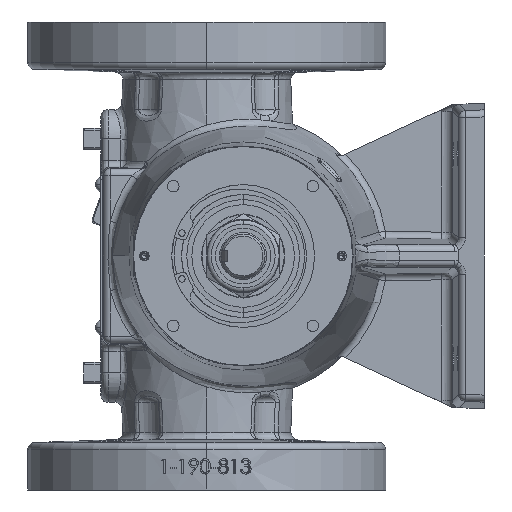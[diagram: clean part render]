
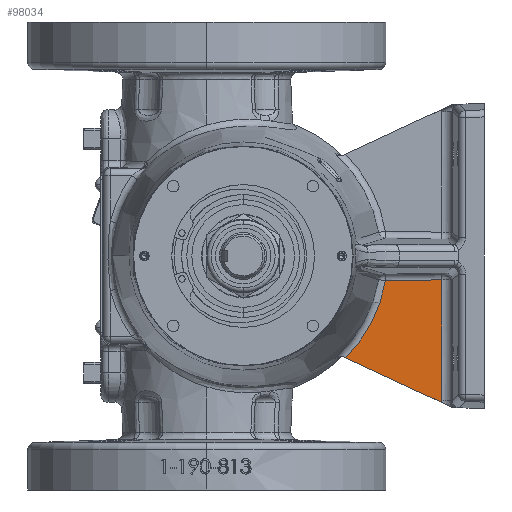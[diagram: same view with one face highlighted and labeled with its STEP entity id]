
A CAD part, left-side view. The second image highlights one B-rep face of the part: STEP entity #98034.
In plain terms, the highlighted planar face has unit normal (-1, 0, 0).
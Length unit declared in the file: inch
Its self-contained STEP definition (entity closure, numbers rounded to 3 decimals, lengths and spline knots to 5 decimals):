
#2886 = CARTESIAN_POINT ( 'NONE',  ( -1.5, -1.4464, -1.59717 ) ) ;
#3357 = DIRECTION ( 'NONE',  ( 0., 0.906, 0.423 ) ) ;
#5774 = DIRECTION ( 'NONE',  ( 0., 1., -0.017 ) ) ;
#6068 = CARTESIAN_POINT ( 'NONE',  ( -1.5, -3.39768, -2.48051 ) ) ;
#6581 = AXIS2_PLACEMENT_3D ( 'NONE', #128520, #138158, #139564 ) ;
#7329 = PLANE ( 'NONE',  #44717 ) ;
#12288 = ORIENTED_EDGE ( 'NONE', *, *, #138563, .T. ) ;
#21753 = VERTEX_POINT ( 'NONE', #30651 ) ;
#29617 = EDGE_CURVE ( 'Defeatured_0_155+Defeatured_0_486+Defeatured_0_161+Defeatured_0_485', #114633, #69931, #121049, .T. ) ;
#30651 = CARTESIAN_POINT ( 'NONE',  ( -1.5, -2.43373, -0.42408 ) ) ;
#33725 = VECTOR ( 'NONE', #68549, 39.37008 ) ;
#36437 = VERTEX_POINT ( 'NONE', #119790 ) ;
#36572 = EDGE_CURVE ( 'Defeatured_0_155+Defeatured_0_485+Defeatured_0_486+Defeatured_0_250', #69931, #53849, #91955, .T. ) ;
#40362 = DIRECTION ( 'NONE',  ( 0., 0., 1. ) ) ;
#42180 = LINE ( 'NONE', #50226, #126102 ) ;
#44717 = AXIS2_PLACEMENT_3D ( 'NONE', #83912, #105874, #40362 ) ;
#46056 = EDGE_CURVE ( 'Defeatured_0_155+Defeatured_0_270+Defeatured_0_250+Defeatured_0_161', #21753, #36437, #102103, .T. ) ;
#49754 = EDGE_CURVE ( 'Defeatured_0_161+Defeatured_0_155+Defeatured_0_486+Defeatured_0_270', #114633, #36437, #75410, .T. ) ;
#50226 = CARTESIAN_POINT ( 'NONE',  ( -1.5, -1.41022, -0.44195 ) ) ;
#53017 = ORIENTED_EDGE ( 'NONE', *, *, #46056, .T. ) ;
#53849 = VERTEX_POINT ( 'NONE', #87201 ) ;
#59644 = ORIENTED_EDGE ( 'NONE', *, *, #29617, .T. ) ;
#60140 = CARTESIAN_POINT ( 'NONE',  ( -1.5, -3.40064, -2.50844 ) ) ;
#66539 = ORIENTED_EDGE ( 'NONE', *, *, #36572, .T. ) ;
#68549 = DIRECTION ( 'NONE',  ( 0., 0., 1. ) ) ;
#69931 = VERTEX_POINT ( 'NONE', #116654 ) ;
#71967 = VECTOR ( 'NONE', #3357, 39.37008 ) ;
#75410 = LINE ( 'NONE', #2886, #71967 ) ;
#83912 = CARTESIAN_POINT ( 'NONE',  ( -1.5, -1.4464, -2.51391 ) ) ;
#87201 = CARTESIAN_POINT ( 'NONE',  ( -1.5, -3.39768, -0.40725 ) ) ;
#91955 = LINE ( 'NONE', #121210, #33725 ) ;
#98034 = ADVANCED_FACE ( 'Defeatured_0_155', ( #130468 ), #7329, .T. ) ;
#102103 = CIRCLE ( 'NONE', #6581, 2.4704 ) ;
#105071 = CARTESIAN_POINT ( 'NONE',  ( -1.5, -3.39867, -2.49453 ) ) ;
#105874 = DIRECTION ( 'NONE',  ( -1., 0., 0. ) ) ;
#114633 = VERTEX_POINT ( 'NONE', #123450 ) ;
#114702 = CARTESIAN_POINT ( 'NONE',  ( -1.5, -3.39768, -2.46645 ) ) ;
#116654 = CARTESIAN_POINT ( 'NONE',  ( -1.5, -3.39768, -2.46645 ) ) ;
#118791 = ORIENTED_EDGE ( 'NONE', *, *, #49754, .F. ) ;
#119790 = CARTESIAN_POINT ( 'NONE',  ( -1.5, -1.75335, -1.7403 ) ) ;
#121049 =( BOUNDED_CURVE ( )  B_SPLINE_CURVE ( 3, ( #60140, #105071, #6068, #114702 ),
 .UNSPECIFIED., .F., .F. ) 
 B_SPLINE_CURVE_WITH_KNOTS ( ( 4, 4 ),
 ( 3.76859, 3.90895 ),
 .UNSPECIFIED. ) 
 CURVE ( )  GEOMETRIC_REPRESENTATION_ITEM ( )  RATIONAL_B_SPLINE_CURVE ( ( 1., 0.998, 0.998, 1. ) ) 
 REPRESENTATION_ITEM ( '' )  );
#121210 = CARTESIAN_POINT ( 'NONE',  ( -1.5, -3.39768, -2.51391 ) ) ;
#123450 = CARTESIAN_POINT ( 'NONE',  ( -1.5, -3.40064, -2.50844 ) ) ;
#126102 = VECTOR ( 'NONE', #5774, 39.37008 ) ;
#128520 = CARTESIAN_POINT ( 'NONE',  ( -1.5, 0., 0. ) ) ;
#130468 = FACE_OUTER_BOUND ( 'NONE', #136407, .T. ) ;
#136407 = EDGE_LOOP ( 'NONE', ( #118791, #59644, #66539, #12288, #53017 ) ) ;
#138158 = DIRECTION ( 'NONE',  ( 1., 0., 0. ) ) ;
#138563 = EDGE_CURVE ( 'Defeatured_0_155+Defeatured_0_250+Defeatured_0_485+Defeatured_0_270', #53849, #21753, #42180, .T. ) ;
#139564 = DIRECTION ( 'NONE',  ( 0., 0., 1. ) ) ;
